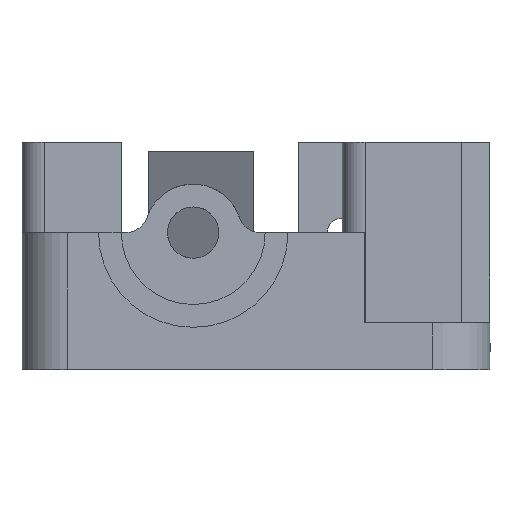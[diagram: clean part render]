
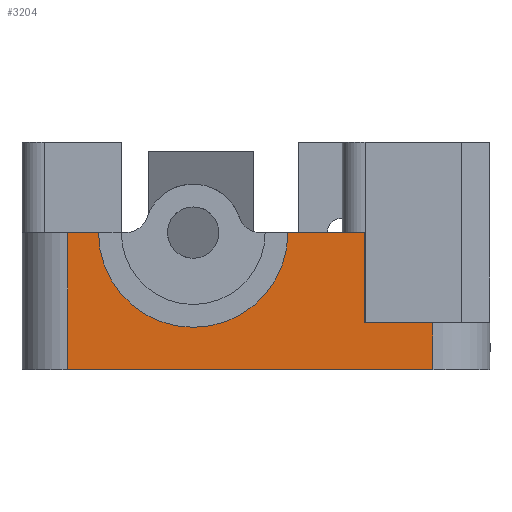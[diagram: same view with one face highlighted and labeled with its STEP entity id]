
A CAD part, left-side view. The second image highlights one B-rep face of the part: STEP entity #3204.
In plain terms, the highlighted planar face has unit normal (-1, 0, 0).
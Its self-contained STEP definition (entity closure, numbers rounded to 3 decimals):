
#83 = CARTESIAN_POINT ( 'NONE',  ( -8.31, -30., 24. ) ) ;
#99 = VERTEX_POINT ( 'NONE', #2317 ) ;
#158 = CARTESIAN_POINT ( 'NONE',  ( -8.31, 2., 24. ) ) ;
#173 = VERTEX_POINT ( 'NONE', #619 ) ;
#188 = DIRECTION ( 'NONE',  ( 0., -1., 0. ) ) ;
#209 = VERTEX_POINT ( 'NONE', #1840 ) ;
#393 = VERTEX_POINT ( 'NONE', #2707 ) ;
#420 = CARTESIAN_POINT ( 'NONE',  ( -8.31, 6., 12. ) ) ;
#453 = EDGE_CURVE ( 'NONE', #393, #2464, #3080, .T. ) ;
#503 = LINE ( 'NONE', #2442, #1465 ) ;
#530 = DIRECTION ( 'NONE',  ( 0., 0., 1. ) ) ;
#578 = DIRECTION ( 'NONE',  ( 0., 1., 0. ) ) ;
#583 = LINE ( 'NONE', #2594, #2063 ) ;
#584 = DIRECTION ( 'NONE',  ( 0., 0., -1. ) ) ;
#619 = CARTESIAN_POINT ( 'NONE',  ( -8.31, -17.3, 12. ) ) ;
#650 = EDGE_CURVE ( 'NONE', #173, #2322, #2508, .T. ) ;
#665 = LINE ( 'NONE', #2075, #1952 ) ;
#726 = LINE ( 'NONE', #852, #847 ) ;
#765 = CIRCLE ( 'NONE', #1366, 8.3 ) ;
#847 = VECTOR ( 'NONE', #1617, 1000. ) ;
#852 = CARTESIAN_POINT ( 'NONE',  ( -8.31, -30., 4.1 ) ) ;
#880 = CARTESIAN_POINT ( 'NONE',  ( -8.31, -30., 0. ) ) ;
#1043 = ORIENTED_EDGE ( 'NONE', *, *, #1625, .T. ) ;
#1073 = DIRECTION ( 'NONE',  ( 1., 0., 0. ) ) ;
#1142 = VERTEX_POINT ( 'NONE', #1333 ) ;
#1155 = VECTOR ( 'NONE', #1810, 1000. ) ;
#1224 = ORIENTED_EDGE ( 'NONE', *, *, #1891, .T. ) ;
#1333 = CARTESIAN_POINT ( 'NONE',  ( -8.31, -24., 4.1 ) ) ;
#1366 = AXIS2_PLACEMENT_3D ( 'NONE', #3088, #1598, #2131 ) ;
#1465 = VECTOR ( 'NONE', #2931, 1000. ) ;
#1598 = DIRECTION ( 'NONE',  ( -1., 0., 0. ) ) ;
#1617 = DIRECTION ( 'NONE',  ( 0., -1., 0. ) ) ;
#1625 = EDGE_CURVE ( 'NONE', #209, #2898, #503, .T. ) ;
#1810 = DIRECTION ( 'NONE',  ( 0., -1., 0. ) ) ;
#1840 = CARTESIAN_POINT ( 'NONE',  ( -8.31, 2., 0. ) ) ;
#1891 = EDGE_CURVE ( 'NONE', #393, #209, #2123, .T. ) ;
#1952 = VECTOR ( 'NONE', #530, 1000. ) ;
#1981 = ORIENTED_EDGE ( 'NONE', *, *, #453, .F. ) ;
#1984 = EDGE_LOOP ( 'NONE', ( #2940, #1981, #1224, #1043, #2195, #2104, #3037, #2288 ) ) ;
#2063 = VECTOR ( 'NONE', #584, 1000. ) ;
#2075 = CARTESIAN_POINT ( 'NONE',  ( -8.31, -30., 24. ) ) ;
#2101 = CARTESIAN_POINT ( 'NONE',  ( -8.31, 6., 12. ) ) ;
#2104 = ORIENTED_EDGE ( 'NONE', *, *, #3046, .F. ) ;
#2106 = PLANE ( 'NONE',  #2722 ) ;
#2123 = LINE ( 'NONE', #158, #3256 ) ;
#2131 = DIRECTION ( 'NONE',  ( 0., -1., 0. ) ) ;
#2189 = DIRECTION ( 'NONE',  ( 0., 0., -1. ) ) ;
#2192 = FACE_OUTER_BOUND ( 'NONE', #1984, .T. ) ;
#2195 = ORIENTED_EDGE ( 'NONE', *, *, #2630, .T. ) ;
#2251 = VECTOR ( 'NONE', #188, 1000. ) ;
#2288 = ORIENTED_EDGE ( 'NONE', *, *, #650, .F. ) ;
#2317 = CARTESIAN_POINT ( 'NONE',  ( -8.31, -30., 4.1 ) ) ;
#2322 = VERTEX_POINT ( 'NONE', #2407 ) ;
#2407 = CARTESIAN_POINT ( 'NONE',  ( -8.31, -24., 12. ) ) ;
#2442 = CARTESIAN_POINT ( 'NONE',  ( -8.31, -30., 0. ) ) ;
#2464 = VERTEX_POINT ( 'NONE', #2963 ) ;
#2508 = LINE ( 'NONE', #2101, #1155 ) ;
#2594 = CARTESIAN_POINT ( 'NONE',  ( -8.31, -24., 12. ) ) ;
#2630 = EDGE_CURVE ( 'NONE', #2898, #99, #665, .T. ) ;
#2707 = CARTESIAN_POINT ( 'NONE',  ( -8.31, 2., 12. ) ) ;
#2715 = EDGE_CURVE ( 'NONE', #2322, #1142, #583, .T. ) ;
#2722 = AXIS2_PLACEMENT_3D ( 'NONE', #83, #1073, #578 ) ;
#2871 = EDGE_CURVE ( 'NONE', #2464, #173, #765, .T. ) ;
#2898 = VERTEX_POINT ( 'NONE', #880 ) ;
#2931 = DIRECTION ( 'NONE',  ( 0., -1., 0. ) ) ;
#2940 = ORIENTED_EDGE ( 'NONE', *, *, #2871, .F. ) ;
#2963 = CARTESIAN_POINT ( 'NONE',  ( -8.31, -0.7, 12. ) ) ;
#3037 = ORIENTED_EDGE ( 'NONE', *, *, #2715, .F. ) ;
#3046 = EDGE_CURVE ( 'NONE', #1142, #99, #726, .T. ) ;
#3080 = LINE ( 'NONE', #420, #2251 ) ;
#3088 = CARTESIAN_POINT ( 'NONE',  ( -8.31, -9., 12. ) ) ;
#3204 = ADVANCED_FACE ( 'NONE', ( #2192 ), #2106, .F. ) ;
#3256 = VECTOR ( 'NONE', #2189, 1000. ) ;
